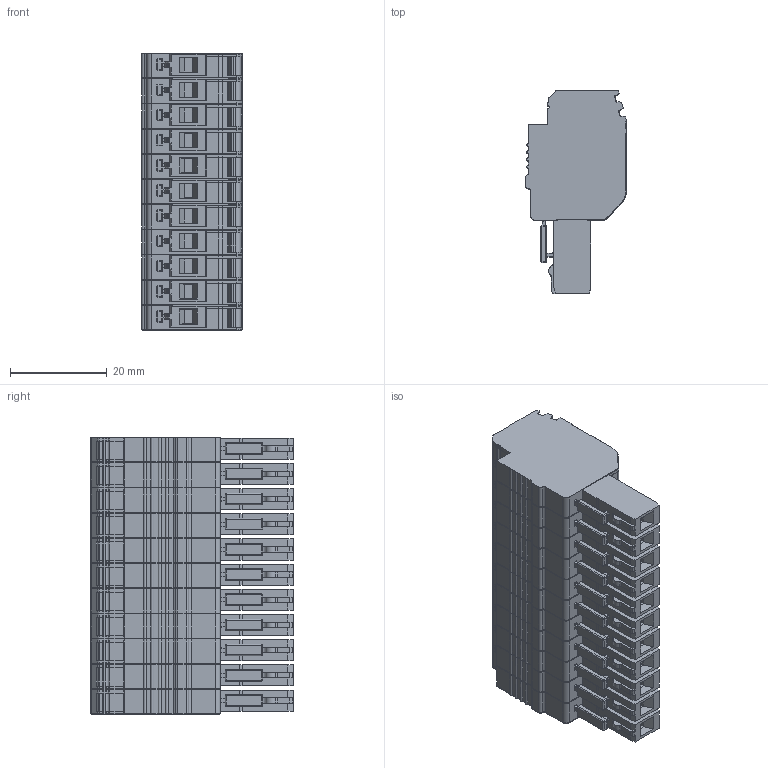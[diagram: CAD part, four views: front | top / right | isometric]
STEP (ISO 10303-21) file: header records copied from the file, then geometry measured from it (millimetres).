
FILE_DESCRIPTION (( 'STEP AP214' ), '1' );
FILE_NAME ('310389_SG_PT 2.5CS_11_Grey.STEP', '2017-09-28T08:07:33', ( '' ), ( '' ), 'SwSTEP 2.0', 'SolidWorks 2017', '' );
FILE_SCHEMA (( 'AUTOMOTIVE_DESIGN' ));
Length unit declared in the file: millimetre
Products named in the file (1): 310389_SG_PT 2.5CS_11_Grey
Bounding box: 20.78 x 41.9 x 57.2 mm (x, y, z)
Volume: 31785.1 mm3; surface area: 13107.2 mm2
Topology: 1 solids, 12 shells, 3230 faces, 9113 edges, 5885 vertices
Faces by surface type: plane 2074, cylinder 1068, bspline 88
Entity records: 104338 total; most frequent: CARTESIAN_POINT 19560, ORIENTED_EDGE 18050, DIRECTION 17436, EDGE_CURVE 9025, LINE 6834, VECTOR 6834, VERTEX_POINT 5885, AXIS2_PLACEMENT_3D 5301
